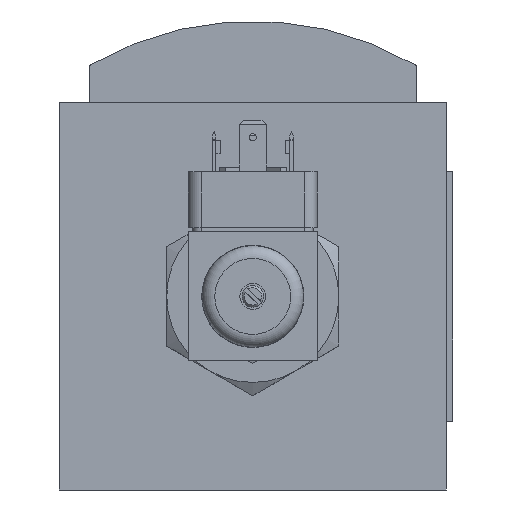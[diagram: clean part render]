
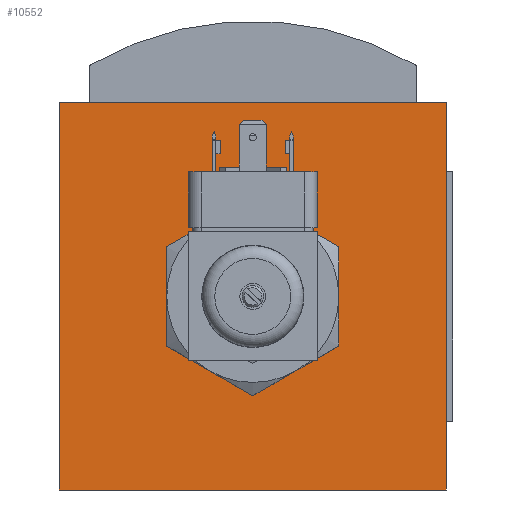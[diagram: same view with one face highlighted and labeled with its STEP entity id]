
A CAD part, front view. The second image highlights one B-rep face of the part: STEP entity #10552.
In plain terms, the highlighted planar face has unit normal (0, -1, 0).
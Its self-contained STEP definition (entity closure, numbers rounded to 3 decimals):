
#137=LINE('',#14189,#953);
#155=LINE('',#14230,#971);
#156=LINE('',#14232,#972);
#157=LINE('',#14234,#973);
#953=VECTOR('',#11819,1000.);
#971=VECTOR('',#11849,1000.);
#972=VECTOR('',#11850,1000.);
#973=VECTOR('',#11851,1000.);
#1757=PLANE('',#11055);
#2180=ORIENTED_EDGE('',*,*,#4428,.F.);
#2181=ORIENTED_EDGE('',*,*,#4429,.T.);
#2182=ORIENTED_EDGE('',*,*,#4430,.F.);
#2183=ORIENTED_EDGE('',*,*,#4431,.F.);
#2184=ORIENTED_EDGE('',*,*,#4409,.T.);
#4409=EDGE_CURVE('',#5535,#5534,#137,.T.);
#4428=EDGE_CURVE('',#5551,#5551,#6289,.T.);
#4429=EDGE_CURVE('',#5534,#5552,#155,.T.);
#4430=EDGE_CURVE('',#5553,#5552,#156,.T.);
#4431=EDGE_CURVE('',#5535,#5553,#157,.T.);
#5534=VERTEX_POINT('',#14188);
#5535=VERTEX_POINT('',#14190);
#5551=VERTEX_POINT('',#14229);
#5552=VERTEX_POINT('',#14231);
#5553=VERTEX_POINT('',#14233);
#6289=CIRCLE('',#11056,17.481);
#6555=EDGE_LOOP('',(#2180));
#6556=EDGE_LOOP('',(#2181,#2182,#2183,#2184));
#7167=FACE_BOUND('',#6555,.T.);
#7168=FACE_BOUND('',#6556,.T.);
#10552=ADVANCED_FACE('',(#7167,#7168),#1757,.F.);
#11055=AXIS2_PLACEMENT_3D('',#14227,#11845,#11846);
#11056=AXIS2_PLACEMENT_3D('',#14228,#11847,#11848);
#11819=DIRECTION('',(0.,0.,-1.));
#11845=DIRECTION('',(0.,1.,0.));
#11846=DIRECTION('',(0.,0.,1.));
#11847=DIRECTION('',(0.,-1.,0.));
#11848=DIRECTION('',(1.,0.,0.));
#11849=DIRECTION('',(1.,0.,0.));
#11850=DIRECTION('',(0.,0.,-1.));
#11851=DIRECTION('',(1.,0.,0.));
#14188=CARTESIAN_POINT('',(-45.,-58.,-45.));
#14189=CARTESIAN_POINT('',(-45.,-58.,45.));
#14190=CARTESIAN_POINT('',(-45.,-58.,45.));
#14227=CARTESIAN_POINT('',(-45.,-58.,45.));
#14228=CARTESIAN_POINT('',(0.,-58.,0.));
#14229=CARTESIAN_POINT('',(17.481,-58.,0.));
#14230=CARTESIAN_POINT('',(-45.,-58.,-45.));
#14231=CARTESIAN_POINT('',(45.,-58.,-45.));
#14232=CARTESIAN_POINT('',(45.,-58.,45.));
#14233=CARTESIAN_POINT('',(45.,-58.,45.));
#14234=CARTESIAN_POINT('',(-45.,-58.,45.));
